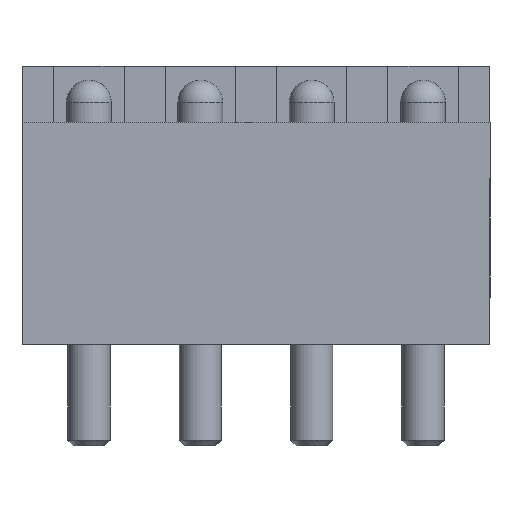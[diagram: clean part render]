
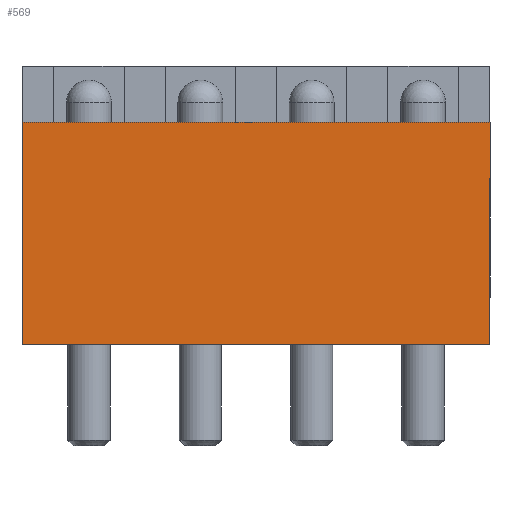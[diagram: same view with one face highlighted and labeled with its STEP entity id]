
A CAD part, front view. The second image highlights one B-rep face of the part: STEP entity #569.
In plain terms, the highlighted planar face has unit normal (0, -1, 0).
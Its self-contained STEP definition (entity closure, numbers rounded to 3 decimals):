
#6 = CARTESIAN_POINT ( 'NONE',  ( -30.1, -2.9, 7.9 ) ) ;
#60 = DIRECTION ( 'NONE',  ( 0., 0., -1. ) ) ;
#219 = EDGE_CURVE ( 'NONE', #1613, #1517, #626, .T. ) ;
#327 = EDGE_CURVE ( 'NONE', #1517, #526, #1106, .T. ) ;
#337 = EDGE_LOOP ( 'NONE', ( #1790, #903, #586, #660 ) ) ;
#386 = PLANE ( 'NONE',  #1929 ) ;
#387 = CARTESIAN_POINT ( 'NONE',  ( -13.46, -2.9, 7.9 ) ) ;
#396 = CARTESIAN_POINT ( 'NONE',  ( -13.46, -2.9, 0. ) ) ;
#416 = CARTESIAN_POINT ( 'NONE',  ( -30.1, -2.9, 0. ) ) ;
#455 = DIRECTION ( 'NONE',  ( -1., 0., 0. ) ) ;
#499 = CARTESIAN_POINT ( 'NONE',  ( -13.46, -2.9, 9.9 ) ) ;
#508 = DIRECTION ( 'NONE',  ( 0., 0., 1. ) ) ;
#526 = VERTEX_POINT ( 'NONE', #416 ) ;
#569 = ADVANCED_FACE ( 'NONE', ( #1313 ), #386, .F. ) ;
#586 = ORIENTED_EDGE ( 'NONE', *, *, #219, .T. ) ;
#626 = LINE ( 'NONE', #736, #1067 ) ;
#644 = CARTESIAN_POINT ( 'NONE',  ( -30.1, -2.9, 9.9 ) ) ;
#660 = ORIENTED_EDGE ( 'NONE', *, *, #327, .T. ) ;
#714 = CARTESIAN_POINT ( 'NONE',  ( -30.1, -2.9, 9.9 ) ) ;
#736 = CARTESIAN_POINT ( 'NONE',  ( 69.8, -2.9, 7.9 ) ) ;
#803 = EDGE_CURVE ( 'NONE', #526, #889, #1865, .T. ) ;
#840 = LINE ( 'NONE', #499, #919 ) ;
#889 = VERTEX_POINT ( 'NONE', #396 ) ;
#903 = ORIENTED_EDGE ( 'NONE', *, *, #1847, .T. ) ;
#919 = VECTOR ( 'NONE', #508, 1000. ) ;
#1010 = DIRECTION ( 'NONE',  ( 0., 0., 1. ) ) ;
#1067 = VECTOR ( 'NONE', #455, 1000. ) ;
#1069 = VECTOR ( 'NONE', #60, 1000. ) ;
#1105 = CARTESIAN_POINT ( 'NONE',  ( -30.1, -2.9, 0. ) ) ;
#1106 = LINE ( 'NONE', #644, #1069 ) ;
#1275 = VECTOR ( 'NONE', #1405, 1000. ) ;
#1313 = FACE_OUTER_BOUND ( 'NONE', #337, .T. ) ;
#1405 = DIRECTION ( 'NONE',  ( 1., 0., 0. ) ) ;
#1517 = VERTEX_POINT ( 'NONE', #6 ) ;
#1613 = VERTEX_POINT ( 'NONE', #387 ) ;
#1763 = DIRECTION ( 'NONE',  ( 0., 1., 0. ) ) ;
#1790 = ORIENTED_EDGE ( 'NONE', *, *, #803, .T. ) ;
#1847 = EDGE_CURVE ( 'NONE', #889, #1613, #840, .T. ) ;
#1865 = LINE ( 'NONE', #1105, #1275 ) ;
#1929 = AXIS2_PLACEMENT_3D ( 'NONE', #714, #1763, #1010 ) ;
